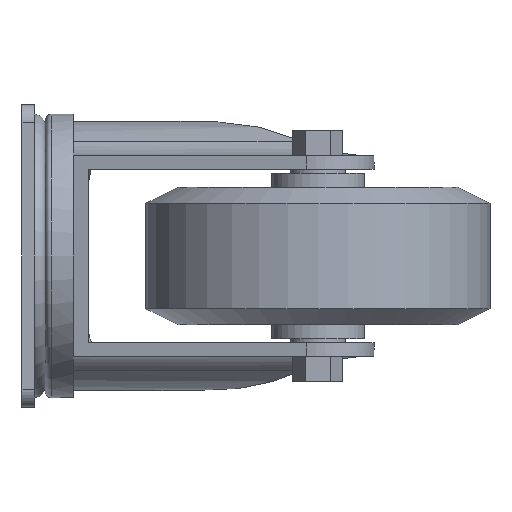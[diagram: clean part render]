
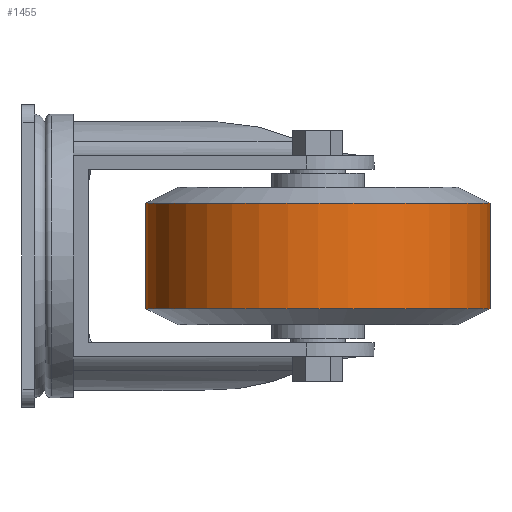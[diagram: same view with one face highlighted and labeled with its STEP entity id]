
A CAD part, left-side view. The second image highlights one B-rep face of the part: STEP entity #1455.
In plain terms, the highlighted cylindrical face has radius 62.5 mm (diameter 125 mm), a full revolution.
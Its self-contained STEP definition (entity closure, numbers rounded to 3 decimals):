
#700=ORIENTED_EDGE('',*,*,#904,.T.);
#701=ORIENTED_EDGE('',*,*,#903,.F.);
#903=EDGE_CURVE('',#1041,#1041,#1105,.T.);
#904=EDGE_CURVE('',#1042,#1042,#1106,.T.);
#1041=VERTEX_POINT('',#2493);
#1042=VERTEX_POINT('',#2496);
#1105=CIRCLE('',#1617,62.5);
#1106=CIRCLE('',#1619,62.5);
#1216=EDGE_LOOP('',(#700));
#1217=EDGE_LOOP('',(#701));
#1334=FACE_BOUND('',#1216,.T.);
#1335=FACE_BOUND('',#1217,.T.);
#1376=CYLINDRICAL_SURFACE('',#1618,62.5);
#1455=ADVANCED_FACE('',(#1334,#1335),#1376,.T.);
#1617=AXIS2_PLACEMENT_3D('',#2492,#2033,#2034);
#1618=AXIS2_PLACEMENT_3D('',#2494,#2035,#2036);
#1619=AXIS2_PLACEMENT_3D('',#2495,#2037,#2038);
#2033=DIRECTION('',(0.,0.,-1.));
#2034=DIRECTION('',(-1.,0.,0.));
#2035=DIRECTION('',(0.,0.,-1.));
#2036=DIRECTION('',(-1.,0.,0.));
#2037=DIRECTION('',(0.,0.,-1.));
#2038=DIRECTION('',(-1.,0.,0.));
#2492=CARTESIAN_POINT('',(0.,0.,-19.08));
#2493=CARTESIAN_POINT('',(-62.5,0.,-19.08));
#2494=CARTESIAN_POINT('',(0.,0.,0.));
#2495=CARTESIAN_POINT('',(0.,0.,19.08));
#2496=CARTESIAN_POINT('',(-62.5,0.,19.08));
